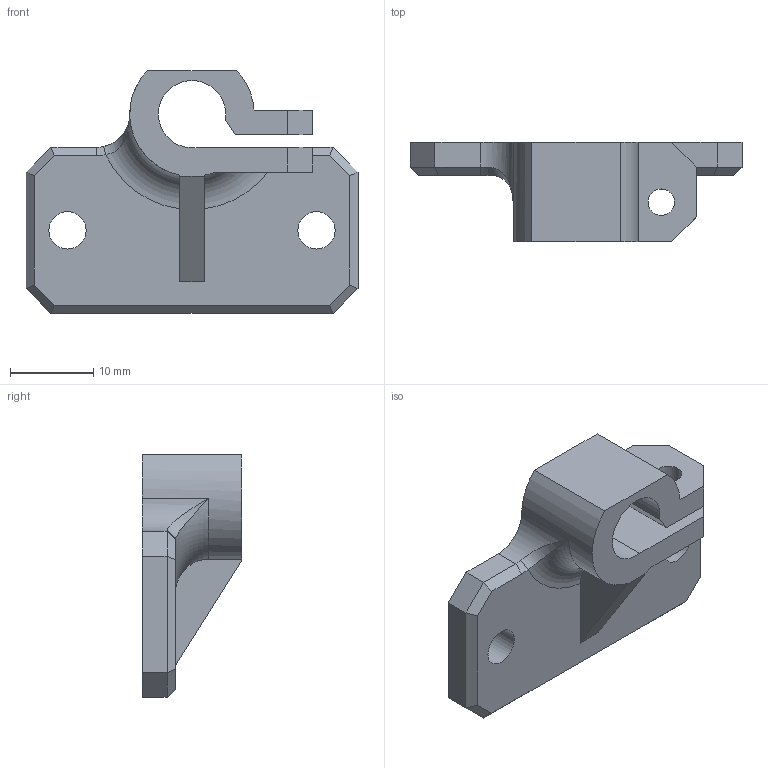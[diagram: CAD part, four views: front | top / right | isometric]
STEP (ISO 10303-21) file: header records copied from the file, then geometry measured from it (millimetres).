
FILE_DESCRIPTION(/* description */ ('STEP AP242','CAx-IF Rec.Pracs.---Representation and Presentation of Product Manufacturing Information (PMI)---4.0---2014-10-13','CAx-IF Rec.Pracs.---3D Tessellated Geometry---0.4---2014-09-14','2;1'),/* implementation_level */ '2;1');
FILE_NAME(/* name */ '6895d7d7210217407d825d13',/* time_stamp */ '2025-08-08T10:56:24Z',/* author */ (''),/* organization */ (''),/* preprocessor_version */ 'ST-DEVELOPER v20',/* originating_system */ 'ONSHAPE BY PTC INC, 1.202',/* authorisation */ ' ');
FILE_SCHEMA (('AP242_MANAGED_MODEL_BASED_3D_ENGINEERING_MIM_LF { 1 0 10303 442 1 1 4 }'));
Length unit declared in the file: metre
Products named in the file (1): Y Rod holder
Bounding box: 40 x 12 x 29.25 mm (x, y, z)
Volume: 4610.7 mm3; surface area: 3355.8 mm2
Topology: 1 solids, 1 shells, 54 faces, 145 edges, 92 vertices
Faces by surface type: plane 41, cylinder 9, torus 2, cone 1, bspline 1
Full cylindrical faces by diameter (mm): 3.2 x2, 4.5 x2
Entity records: 1721 total; most frequent: CARTESIAN_POINT 358, ORIENTED_EDGE 278, DIRECTION 263, EDGE_CURVE 139, LINE 111, VECTOR 111, VERTEX_POINT 91, AXIS2_PLACEMENT_3D 76
